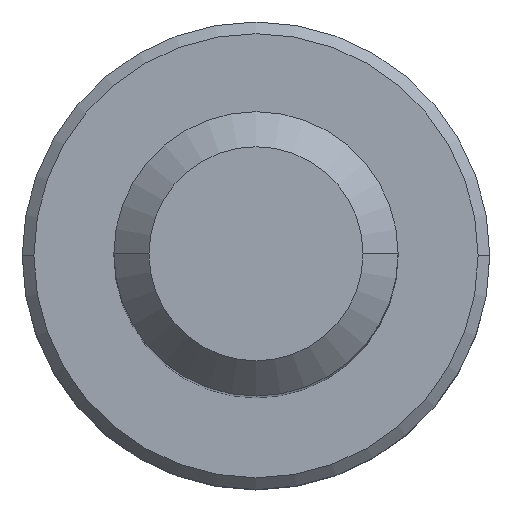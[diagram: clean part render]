
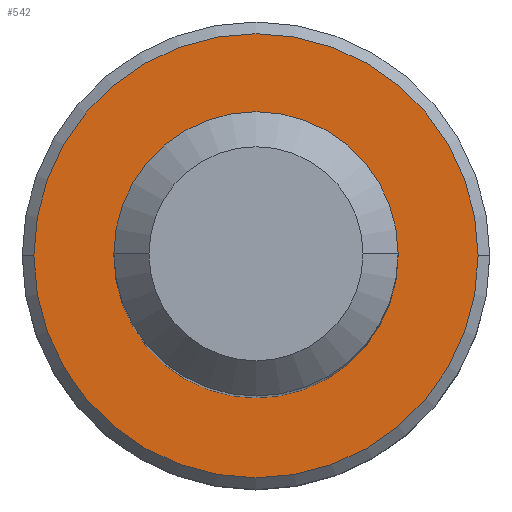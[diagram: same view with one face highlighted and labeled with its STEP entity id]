
A CAD part, top view. The second image highlights one B-rep face of the part: STEP entity #542.
In plain terms, the highlighted planar face has unit normal (0, 0, 1).
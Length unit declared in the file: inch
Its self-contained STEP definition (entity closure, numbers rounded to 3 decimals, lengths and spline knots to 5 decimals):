
#18 = CARTESIAN_POINT ( 'NONE',  ( 0., 0., -0.75 ) ) ;
#38 = VERTEX_POINT ( 'NONE', #541 ) ;
#40 = AXIS2_PLACEMENT_3D ( 'NONE', #544, #657, #653 ) ;
#43 = VERTEX_POINT ( 'NONE', #475 ) ;
#93 = FACE_BOUND ( 'NONE', #528, .T. ) ;
#101 = CARTESIAN_POINT ( 'NONE',  ( 0., 0., -0.75 ) ) ;
#105 = CIRCLE ( 'NONE', #130, 0.095 ) ;
#130 = AXIS2_PLACEMENT_3D ( 'NONE', #101, #721, #416 ) ;
#139 = VERTEX_POINT ( 'NONE', #741 ) ;
#182 = AXIS2_PLACEMENT_3D ( 'NONE', #18, #641, #333 ) ;
#193 = AXIS2_PLACEMENT_3D ( 'NONE', #464, #708, #205 ) ;
#205 = DIRECTION ( 'NONE',  ( -1., 0., 0. ) ) ;
#218 = EDGE_CURVE ( 'NONE', #38, #348, #248, .T. ) ;
#248 = CIRCLE ( 'NONE', #193, 0.095 ) ;
#305 = CIRCLE ( 'NONE', #182, 0.14844 ) ;
#331 = EDGE_CURVE ( 'NONE', #43, #139, #764, .T. ) ;
#333 = DIRECTION ( 'NONE',  ( -1., 0., 0. ) ) ;
#348 = VERTEX_POINT ( 'NONE', #549 ) ;
#353 = ORIENTED_EDGE ( 'NONE', *, *, #331, .T. ) ;
#370 = EDGE_LOOP ( 'NONE', ( #353, #402 ) ) ;
#402 = ORIENTED_EDGE ( 'NONE', *, *, #788, .T. ) ;
#416 = DIRECTION ( 'NONE',  ( -1., 0., 0. ) ) ;
#421 = CARTESIAN_POINT ( 'NONE',  ( 0., 0., -0.75 ) ) ;
#464 = CARTESIAN_POINT ( 'NONE',  ( 0., 0., -0.75 ) ) ;
#474 = FACE_OUTER_BOUND ( 'NONE', #370, .T. ) ;
#475 = CARTESIAN_POINT ( 'NONE',  ( -0.14844, 0., -0.75 ) ) ;
#489 = EDGE_CURVE ( 'NONE', #348, #38, #105, .T. ) ;
#528 = EDGE_LOOP ( 'NONE', ( #652, #691 ) ) ;
#540 = DIRECTION ( 'NONE',  ( 0., 0., -1. ) ) ;
#541 = CARTESIAN_POINT ( 'NONE',  ( -0.095, 0., -0.75 ) ) ;
#542 = ADVANCED_FACE ( 'NONE', ( #474, #93 ), #771, .F. ) ;
#544 = CARTESIAN_POINT ( 'NONE',  ( 0., 0., -0.75 ) ) ;
#549 = CARTESIAN_POINT ( 'NONE',  ( 0.095, 0., -0.75 ) ) ;
#553 = AXIS2_PLACEMENT_3D ( 'NONE', #421, #540, #717 ) ;
#641 = DIRECTION ( 'NONE',  ( 0., 0., 1. ) ) ;
#652 = ORIENTED_EDGE ( 'NONE', *, *, #489, .F. ) ;
#653 = DIRECTION ( 'NONE',  ( -1., 0., 0. ) ) ;
#657 = DIRECTION ( 'NONE',  ( 0., 0., 1. ) ) ;
#691 = ORIENTED_EDGE ( 'NONE', *, *, #218, .F. ) ;
#708 = DIRECTION ( 'NONE',  ( 0., 0., 1. ) ) ;
#717 = DIRECTION ( 'NONE',  ( -1., 0., 0. ) ) ;
#721 = DIRECTION ( 'NONE',  ( 0., 0., 1. ) ) ;
#741 = CARTESIAN_POINT ( 'NONE',  ( 0.14844, 0., -0.75 ) ) ;
#764 = CIRCLE ( 'NONE', #40, 0.14844 ) ;
#771 = PLANE ( 'NONE',  #553 ) ;
#788 = EDGE_CURVE ( 'NONE', #139, #43, #305, .T. ) ;
